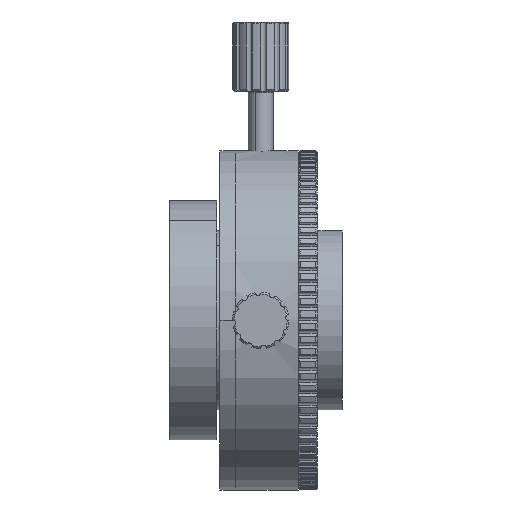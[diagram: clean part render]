
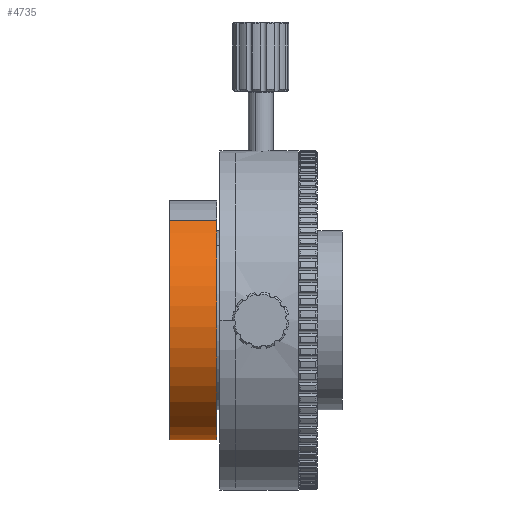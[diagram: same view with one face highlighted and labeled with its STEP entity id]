
A CAD part, left-side view. The second image highlights one B-rep face of the part: STEP entity #4735.
In plain terms, the highlighted cylindrical face has radius 19.05 mm (diameter 38.1 mm), a partial arc.
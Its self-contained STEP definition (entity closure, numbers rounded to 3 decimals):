
#215 = CARTESIAN_POINT ( 'NONE',  ( -1.066, 17.07, 92.402 ) ) ;
#1120 = EDGE_CURVE ( 'NONE', #3153, #16707, #21007, .T. ) ;
#1466 = CARTESIAN_POINT ( 'NONE',  ( -1.066, 24.57, 92.402 ) ) ;
#1596 = CARTESIAN_POINT ( 'NONE',  ( 9.353, 24.57, 76.454 ) ) ;
#2009 = VECTOR ( 'NONE', #17733, 1000. ) ;
#3153 = VERTEX_POINT ( 'NONE', #15473 ) ;
#3212 = LINE ( 'NONE', #1466, #5050 ) ;
#3663 = ORIENTED_EDGE ( 'NONE', *, *, #1120, .F. ) ;
#4735 = ADVANCED_FACE ( 'NONE', ( #10285 ), #6442, .T. ) ;
#4745 = ORIENTED_EDGE ( 'NONE', *, *, #19528, .T. ) ;
#5050 = VECTOR ( 'NONE', #8575, 1000. ) ;
#5872 = EDGE_LOOP ( 'NONE', ( #15551, #4745, #11319, #3663 ) ) ;
#6442 = CYLINDRICAL_SURFACE ( 'NONE', #9330, 19.05 ) ;
#7970 = DIRECTION ( 'NONE',  ( 0.547, 0., -0.837 ) ) ;
#8575 = DIRECTION ( 'NONE',  ( 0., 1., 0. ) ) ;
#9056 = AXIS2_PLACEMENT_3D ( 'NONE', #10171, #9727, #7970 ) ;
#9330 = AXIS2_PLACEMENT_3D ( 'NONE', #13568, #17312, #10404 ) ;
#9706 = EDGE_CURVE ( 'NONE', #3153, #16429, #11344, .T. ) ;
#9727 = DIRECTION ( 'NONE',  ( 0., 1., 0. ) ) ;
#10171 = CARTESIAN_POINT ( 'NONE',  ( 9.353, 17.07, 76.454 ) ) ;
#10285 = FACE_OUTER_BOUND ( 'NONE', #5872, .T. ) ;
#10404 = DIRECTION ( 'NONE',  ( 0.547, 0., -0.837 ) ) ;
#10704 = DIRECTION ( 'NONE',  ( 0.547, 0., -0.837 ) ) ;
#11023 = VERTEX_POINT ( 'NONE', #21493 ) ;
#11319 = ORIENTED_EDGE ( 'NONE', *, *, #19101, .F. ) ;
#11344 = CIRCLE ( 'NONE', #9056, 19.05 ) ;
#13568 = CARTESIAN_POINT ( 'NONE',  ( 9.353, 24.57, 76.454 ) ) ;
#13869 = DIRECTION ( 'NONE',  ( 0., 1., 0. ) ) ;
#14174 = CARTESIAN_POINT ( 'NONE',  ( 19.772, 24.57, 60.506 ) ) ;
#15473 = CARTESIAN_POINT ( 'NONE',  ( 19.772, 17.07, 60.506 ) ) ;
#15551 = ORIENTED_EDGE ( 'NONE', *, *, #9706, .T. ) ;
#16429 = VERTEX_POINT ( 'NONE', #215 ) ;
#16707 = VERTEX_POINT ( 'NONE', #14174 ) ;
#17312 = DIRECTION ( 'NONE',  ( 0., 1., 0. ) ) ;
#17401 = CARTESIAN_POINT ( 'NONE',  ( 19.772, 24.57, 60.506 ) ) ;
#17733 = DIRECTION ( 'NONE',  ( 0., 1., 0. ) ) ;
#18864 = AXIS2_PLACEMENT_3D ( 'NONE', #1596, #13869, #10704 ) ;
#19101 = EDGE_CURVE ( 'NONE', #16707, #11023, #22973, .T. ) ;
#19528 = EDGE_CURVE ( 'NONE', #16429, #11023, #3212, .T. ) ;
#21007 = LINE ( 'NONE', #17401, #2009 ) ;
#21493 = CARTESIAN_POINT ( 'NONE',  ( -1.066, 24.57, 92.402 ) ) ;
#22973 = CIRCLE ( 'NONE', #18864, 19.05 ) ;
